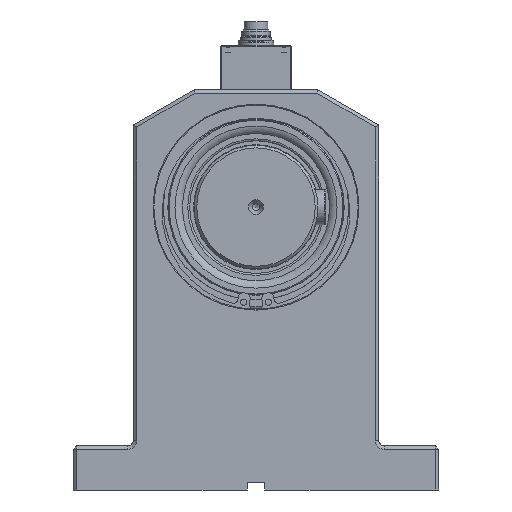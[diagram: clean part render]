
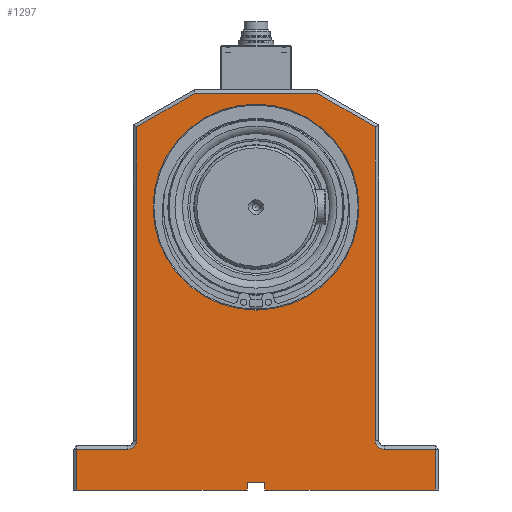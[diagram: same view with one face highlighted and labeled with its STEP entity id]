
A CAD part, left-side view. The second image highlights one B-rep face of the part: STEP entity #1297.
In plain terms, the highlighted face is planar.
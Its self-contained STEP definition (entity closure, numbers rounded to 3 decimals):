
#1297 = ADVANCED_FACE( '', ( #2623, #2624 ), #2625, .F. );
#2623 = FACE_BOUND( '', #4328, .T. );
#2624 = FACE_OUTER_BOUND( '', #4329, .T. );
#2625 = PLANE( '', #4330 );
#4328 = EDGE_LOOP( '', ( #6498 ) );
#4329 = EDGE_LOOP( '', ( #6499, #6500, #6501, #6502, #6503, #6504, #6505, #6506, #6507, #6508, #6509, #6510, #6511, #6512, #6513, #6514 ) );
#4330 = AXIS2_PLACEMENT_3D( '', #6515, #6516, #6517 );
#6498 = ORIENTED_EDGE( '', *, *, #9277, .T. );
#6499 = ORIENTED_EDGE( '', *, *, #9179, .T. );
#6500 = ORIENTED_EDGE( '', *, *, #9278, .T. );
#6501 = ORIENTED_EDGE( '', *, *, #8830, .T. );
#6502 = ORIENTED_EDGE( '', *, *, #9279, .T. );
#6503 = ORIENTED_EDGE( '', *, *, #9063, .T. );
#6504 = ORIENTED_EDGE( '', *, *, #8819, .T. );
#6505 = ORIENTED_EDGE( '', *, *, #9280, .T. );
#6506 = ORIENTED_EDGE( '', *, *, #9173, .T. );
#6507 = ORIENTED_EDGE( '', *, *, #9281, .T. );
#6508 = ORIENTED_EDGE( '', *, *, #8924, .F. );
#6509 = ORIENTED_EDGE( '', *, *, #8839, .F. );
#6510 = ORIENTED_EDGE( '', *, *, #9282, .F. );
#6511 = ORIENTED_EDGE( '', *, *, #9283, .T. );
#6512 = ORIENTED_EDGE( '', *, *, #9284, .T. );
#6513 = ORIENTED_EDGE( '', *, *, #8874, .T. );
#6514 = ORIENTED_EDGE( '', *, *, #9260, .T. );
#6515 = CARTESIAN_POINT( '', ( 72.5, 0., 28. ) );
#6516 = DIRECTION( '', ( 0., 1., 0. ) );
#6517 = DIRECTION( '', ( 0., 0., 1. ) );
#8819 = EDGE_CURVE( '', #10048, #10053, #10055, .T. );
#8830 = EDGE_CURVE( '', #10074, #10072, #10075, .T. );
#8839 = EDGE_CURVE( '', #10088, #10089, #10090, .T. );
#8874 = EDGE_CURVE( '', #10145, #10143, #10146, .T. );
#8924 = EDGE_CURVE( '', #10089, #10227, #10228, .T. );
#9063 = EDGE_CURVE( '', #10453, #10048, #10454, .T. );
#9173 = EDGE_CURVE( '', #10624, #10629, #10631, .T. );
#9179 = EDGE_CURVE( '', #10640, #10638, #10641, .T. );
#9260 = EDGE_CURVE( '', #10143, #10640, #10762, .T. );
#9277 = EDGE_CURVE( '', #10784, #10784, #10785, .T. );
#9278 = EDGE_CURVE( '', #10638, #10074, #10786, .T. );
#9279 = EDGE_CURVE( '', #10072, #10453, #10787, .T. );
#9280 = EDGE_CURVE( '', #10053, #10624, #10788, .T. );
#9281 = EDGE_CURVE( '', #10629, #10227, #10789, .T. );
#9282 = EDGE_CURVE( '', #10790, #10088, #10791, .T. );
#9283 = EDGE_CURVE( '', #10790, #10792, #10793, .T. );
#9284 = EDGE_CURVE( '', #10792, #10145, #10794, .T. );
#10048 = VERTEX_POINT( '', #11800 );
#10053 = VERTEX_POINT( '', #11806 );
#10055 = CIRCLE( '', #11809, 5. );
#10072 = VERTEX_POINT( '', #11828 );
#10074 = VERTEX_POINT( '', #11831 );
#10075 = LINE( '', #11832, #11833 );
#10088 = VERTEX_POINT( '', #11850 );
#10089 = VERTEX_POINT( '', #11851 );
#10090 = LINE( '', #11852, #11853 );
#10143 = VERTEX_POINT( '', #11909 );
#10145 = VERTEX_POINT( '', #11912 );
#10146 = LINE( '', #11913, #11914 );
#10227 = VERTEX_POINT( '', #12012 );
#10228 = LINE( '', #12013, #12014 );
#10453 = VERTEX_POINT( '', #12343 );
#10454 = LINE( '', #12344, #12345 );
#10624 = VERTEX_POINT( '', #12697 );
#10629 = VERTEX_POINT( '', #12704 );
#10631 = LINE( '', #12707, #12708 );
#10638 = VERTEX_POINT( '', #12716 );
#10640 = VERTEX_POINT( '', #12719 );
#10641 = LINE( '', #12720, #12721 );
#10762 = CIRCLE( '', #12898, 5. );
#10784 = VERTEX_POINT( '', #12924 );
#10785 = CIRCLE( '', #12925, 58.25 );
#10786 = LINE( '', #12926, #12927 );
#10787 = LINE( '', #12928, #12929 );
#10788 = LINE( '', #12930, #12931 );
#10789 = LINE( '', #12932, #12933 );
#10790 = VERTEX_POINT( '', #12934 );
#10791 = LINE( '', #12935, #12936 );
#10792 = VERTEX_POINT( '', #12937 );
#10793 = LINE( '', #12938, #12939 );
#10794 = LINE( '', #12940, #12941 );
#11800 = CARTESIAN_POINT( '', ( -67.5, 0., 28. ) );
#11806 = CARTESIAN_POINT( '', ( -72.5, 0., 23. ) );
#11809 = AXIS2_PLACEMENT_3D( '', #14162, #14163, #14164 );
#11828 = CARTESIAN_POINT( '', ( -34.323, 0., 224.5 ) );
#11831 = CARTESIAN_POINT( '', ( 34.323, 0., 224.5 ) );
#11832 = CARTESIAN_POINT( '', ( -34.859, 0., 224.5 ) );
#11833 = VECTOR( '', #14180, 1000. );
#11850 = CARTESIAN_POINT( '', ( 5., 0., 4.1 ) );
#11851 = CARTESIAN_POINT( '', ( -5., 0., 4.1 ) );
#11852 = CARTESIAN_POINT( '', ( 5., 0., 4.1 ) );
#11853 = VECTOR( '', #14191, 1000. );
#11909 = CARTESIAN_POINT( '', ( 72.5, 0., 23. ) );
#11912 = CARTESIAN_POINT( '', ( 101.5, 0., 23. ) );
#11913 = CARTESIAN_POINT( '', ( 72.5, 0., 23. ) );
#11914 = VECTOR( '', #14250, 1000. );
#12012 = CARTESIAN_POINT( '', ( -5., 0., 0. ) );
#12013 = CARTESIAN_POINT( '', ( -5., 0., 4.1 ) );
#12014 = VECTOR( '', #14322, 1000. );
#12343 = CARTESIAN_POINT( '', ( -67.5, 0., 205.345 ) );
#12344 = CARTESIAN_POINT( '', ( -67.5, 0., 28. ) );
#12345 = VECTOR( '', #14520, 1000. );
#12697 = CARTESIAN_POINT( '', ( -101.5, 0., 23. ) );
#12704 = CARTESIAN_POINT( '', ( -101.5, 0., 0. ) );
#12707 = CARTESIAN_POINT( '', ( -101.5, 0., 0. ) );
#12708 = VECTOR( '', #14678, 1000. );
#12716 = CARTESIAN_POINT( '', ( 67.5, 0., 205.345 ) );
#12719 = CARTESIAN_POINT( '', ( 67.5, 0., 28. ) );
#12720 = CARTESIAN_POINT( '', ( 67.5, 0., 206.5 ) );
#12721 = VECTOR( '', #14684, 1000. );
#12898 = AXIS2_PLACEMENT_3D( '', #14786, #14787, #14788 );
#12924 = CARTESIAN_POINT( '', ( 0., 0., 218.25 ) );
#12925 = AXIS2_PLACEMENT_3D( '', #14805, #14806, #14807 );
#12926 = CARTESIAN_POINT( '', ( 148.043, 0., 158.844 ) );
#12927 = VECTOR( '', #14808, 1000. );
#12928 = CARTESIAN_POINT( '', ( -66.5, 0., 205.923 ) );
#12929 = VECTOR( '', #14809, 1000. );
#12930 = CARTESIAN_POINT( '', ( -103.5, 0., 23. ) );
#12931 = VECTOR( '', #14810, 1000. );
#12932 = CARTESIAN_POINT( '', ( -103.5, 0., 0. ) );
#12933 = VECTOR( '', #14811, 1000. );
#12934 = CARTESIAN_POINT( '', ( 5., 0., 0. ) );
#12935 = CARTESIAN_POINT( '', ( 5., 0., 0. ) );
#12936 = VECTOR( '', #14812, 1000. );
#12937 = CARTESIAN_POINT( '', ( 101.5, 0., 0. ) );
#12938 = CARTESIAN_POINT( '', ( -103.5, 0., 0. ) );
#12939 = VECTOR( '', #14813, 1000. );
#12940 = CARTESIAN_POINT( '', ( 101.5, 0., 25. ) );
#12941 = VECTOR( '', #14814, 1000. );
#14162 = CARTESIAN_POINT( '', ( -72.5, 0., 28. ) );
#14163 = DIRECTION( '', ( 0., 1., 0. ) );
#14164 = DIRECTION( '', ( 0., 0., 1. ) );
#14180 = DIRECTION( '', ( -1., 0., 0. ) );
#14191 = DIRECTION( '', ( -1., 0., 0. ) );
#14250 = DIRECTION( '', ( -1., 0., 0. ) );
#14322 = DIRECTION( '', ( 0., 0., -1. ) );
#14520 = DIRECTION( '', ( 0., 0., -1. ) );
#14678 = DIRECTION( '', ( 0., 0., -1. ) );
#14684 = DIRECTION( '', ( 0., 0., 1. ) );
#14786 = CARTESIAN_POINT( '', ( 72.5, 0., 28. ) );
#14787 = DIRECTION( '', ( 0., 1., 0. ) );
#14788 = DIRECTION( '', ( 0., 0., 1. ) );
#14805 = CARTESIAN_POINT( '', ( 0., 0., 160. ) );
#14806 = DIRECTION( '', ( 0., 1., 0. ) );
#14807 = DIRECTION( '', ( 0., 0., 1. ) );
#14808 = DIRECTION( '', ( -0.866, 0., 0.5 ) );
#14809 = DIRECTION( '', ( -0.866, 0., -0.5 ) );
#14810 = DIRECTION( '', ( -1., 0., 0. ) );
#14811 = DIRECTION( '', ( 1., 0., 0. ) );
#14812 = DIRECTION( '', ( 0., 0., 1. ) );
#14813 = DIRECTION( '', ( 1., 0., 0. ) );
#14814 = DIRECTION( '', ( 0., 0., 1. ) );
